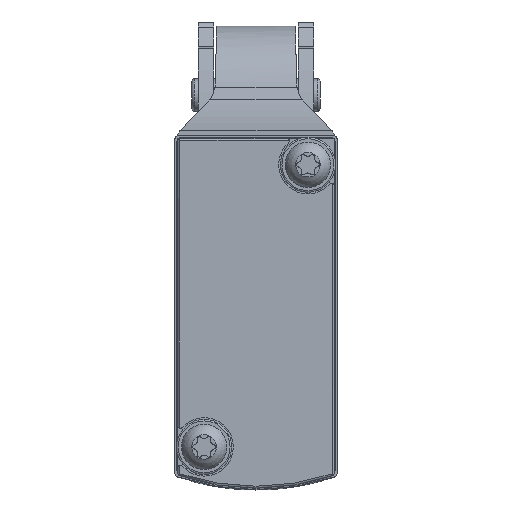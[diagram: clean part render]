
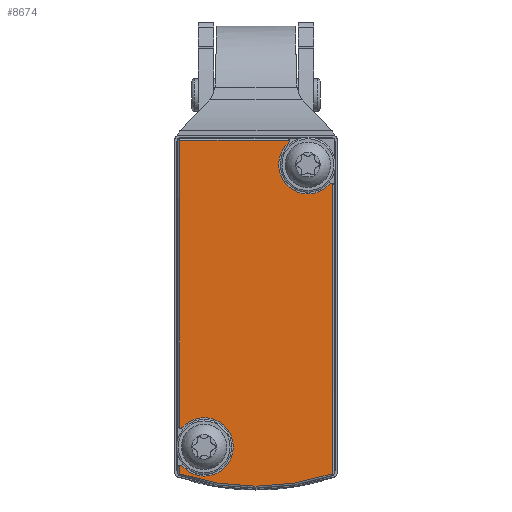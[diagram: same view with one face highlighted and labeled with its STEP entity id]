
A CAD part, front view. The second image highlights one B-rep face of the part: STEP entity #8674.
In plain terms, the highlighted planar face has unit normal (0, -1, 0).
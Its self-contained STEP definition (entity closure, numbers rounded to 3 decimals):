
#164=PLANE('',#9159);
#332=LINE('',#12690,#789);
#333=LINE('',#12699,#790);
#334=LINE('',#12703,#791);
#335=LINE('',#12711,#792);
#789=VECTOR('',#10176,1000.);
#790=VECTOR('',#10183,1000.);
#791=VECTOR('',#10186,1000.);
#792=VECTOR('',#10193,1000.);
#1246=CIRCLE('',#9160,0.4);
#1247=CIRCLE('',#9161,3.6);
#1248=CIRCLE('',#9162,0.4);
#1249=CIRCLE('',#9163,29.537);
#1250=CIRCLE('',#9164,0.4);
#1251=CIRCLE('',#9165,3.6);
#1252=CIRCLE('',#9166,0.4);
#1750=ORIENTED_EDGE('',*,*,#3976,.T.);
#1751=ORIENTED_EDGE('',*,*,#3977,.F.);
#1752=ORIENTED_EDGE('',*,*,#3978,.T.);
#1753=ORIENTED_EDGE('',*,*,#3979,.F.);
#1754=ORIENTED_EDGE('',*,*,#3980,.T.);
#1755=ORIENTED_EDGE('',*,*,#3981,.T.);
#1756=ORIENTED_EDGE('',*,*,#3982,.F.);
#1757=ORIENTED_EDGE('',*,*,#3983,.F.);
#1758=ORIENTED_EDGE('',*,*,#3984,.T.);
#1759=ORIENTED_EDGE('',*,*,#3985,.F.);
#1760=ORIENTED_EDGE('',*,*,#3986,.T.);
#3976=EDGE_CURVE('',#5089,#5090,#332,.F.);
#3977=EDGE_CURVE('',#5091,#5090,#1246,.T.);
#3978=EDGE_CURVE('',#5091,#5092,#1247,.T.);
#3979=EDGE_CURVE('',#5093,#5092,#1248,.T.);
#3980=EDGE_CURVE('',#5093,#5094,#333,.F.);
#3981=EDGE_CURVE('',#5094,#5095,#1249,.T.);
#3982=EDGE_CURVE('',#5096,#5095,#334,.F.);
#3983=EDGE_CURVE('',#5097,#5096,#1250,.T.);
#3984=EDGE_CURVE('',#5097,#5098,#1251,.T.);
#3985=EDGE_CURVE('',#5099,#5098,#1252,.T.);
#3986=EDGE_CURVE('',#5099,#5089,#335,.T.);
#5089=VERTEX_POINT('',#12691);
#5090=VERTEX_POINT('',#12692);
#5091=VERTEX_POINT('',#12694);
#5092=VERTEX_POINT('',#12696);
#5093=VERTEX_POINT('',#12698);
#5094=VERTEX_POINT('',#12700);
#5095=VERTEX_POINT('',#12702);
#5096=VERTEX_POINT('',#12704);
#5097=VERTEX_POINT('',#12706);
#5098=VERTEX_POINT('',#12708);
#5099=VERTEX_POINT('',#12710);
#5980=EDGE_LOOP('',(#1750,#1751,#1752,#1753,#1754,#1755,#1756,#1757,#1758,
#1759,#1760));
#6581=FACE_BOUND('',#5980,.T.);
#8674=ADVANCED_FACE('',(#6581),#164,.F.);
#9159=AXIS2_PLACEMENT_3D('',#12689,#10174,#10175);
#9160=AXIS2_PLACEMENT_3D('',#12693,#10177,#10178);
#9161=AXIS2_PLACEMENT_3D('',#12695,#10179,#10180);
#9162=AXIS2_PLACEMENT_3D('',#12697,#10181,#10182);
#9163=AXIS2_PLACEMENT_3D('',#12701,#10184,#10185);
#9164=AXIS2_PLACEMENT_3D('',#12705,#10187,#10188);
#9165=AXIS2_PLACEMENT_3D('',#12707,#10189,#10190);
#9166=AXIS2_PLACEMENT_3D('',#12709,#10191,#10192);
#10174=DIRECTION('',(0.,1.,0.));
#10175=DIRECTION('',(0.,0.,1.));
#10176=DIRECTION('',(-1.,0.,0.));
#10177=DIRECTION('',(0.,1.,0.));
#10178=DIRECTION('',(1.,0.,0.));
#10179=DIRECTION('',(0.,1.,0.));
#10180=DIRECTION('',(1.,0.,0.));
#10181=DIRECTION('',(0.,1.,0.));
#10182=DIRECTION('',(1.,0.,0.));
#10183=DIRECTION('',(-1.,0.,0.));
#10184=DIRECTION('',(0.,-1.,0.));
#10185=DIRECTION('',(0.,0.,-1.));
#10186=DIRECTION('',(-1.,0.,0.));
#10187=DIRECTION('',(0.,1.,0.));
#10188=DIRECTION('',(1.,0.,0.));
#10189=DIRECTION('',(0.,1.,0.));
#10190=DIRECTION('',(1.,0.,0.));
#10191=DIRECTION('',(0.,1.,0.));
#10192=DIRECTION('',(1.,0.,0.));
#10193=DIRECTION('',(0.,0.,-1.));
#12689=CARTESIAN_POINT('',(-20.25,-13.2,-9.25));
#12690=CARTESIAN_POINT('',(25.,-13.2,-9.387));
#12691=CARTESIAN_POINT('',(-20.387,-13.2,-9.387));
#12692=CARTESIAN_POINT('',(15.097,-13.2,-9.387));
#12693=CARTESIAN_POINT('',(14.699,-13.2,-9.35));
#12694=CARTESIAN_POINT('',(14.969,-13.2,-9.055));
#12695=CARTESIAN_POINT('',(17.4,-13.2,-6.4));
#12696=CARTESIAN_POINT('',(19.831,-13.2,-9.055));
#12697=CARTESIAN_POINT('',(20.101,-13.2,-9.35));
#12698=CARTESIAN_POINT('',(19.703,-13.2,-9.387));
#12699=CARTESIAN_POINT('',(25.,-13.2,-9.387));
#12700=CARTESIAN_POINT('',(20.722,-13.2,-9.387));
#12701=CARTESIAN_POINT('',(-7.284,-13.2,0.));
#12702=CARTESIAN_POINT('',(20.722,-13.2,9.387));
#12703=CARTESIAN_POINT('',(25.,-13.2,9.387));
#12704=CARTESIAN_POINT('',(-15.097,-13.2,9.387));
#12705=CARTESIAN_POINT('',(-14.699,-13.2,9.35));
#12706=CARTESIAN_POINT('',(-14.969,-13.2,9.055));
#12707=CARTESIAN_POINT('',(-17.4,-13.2,6.4));
#12708=CARTESIAN_POINT('',(-20.055,-13.2,3.969));
#12709=CARTESIAN_POINT('',(-20.35,-13.2,3.699));
#12710=CARTESIAN_POINT('',(-20.387,-13.2,4.097));
#12711=CARTESIAN_POINT('',(-20.387,-13.2,10.));
